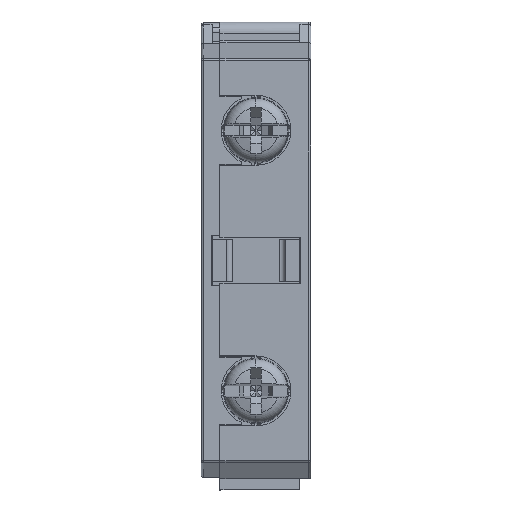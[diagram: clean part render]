
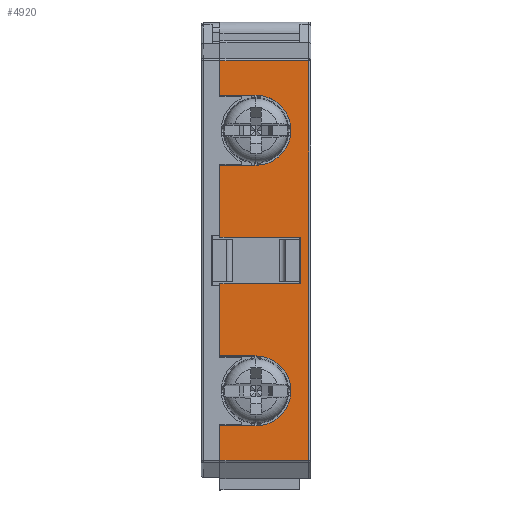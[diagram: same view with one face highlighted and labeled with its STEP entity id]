
A CAD part, top view. The second image highlights one B-rep face of the part: STEP entity #4920.
In plain terms, the highlighted planar face has unit normal (0, 0, 1).
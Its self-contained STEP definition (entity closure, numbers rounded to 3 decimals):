
#4920=ADVANCED_FACE('Solide.11 (  de JELE 43129 : issu de *SOL11 - wsp *MASTER -  ) ( Brep de *SOL11 )',(#10221),#10222,.T.);
#10221=FACE_OUTER_BOUND('',#17420,.T.);
#10222=PLANE('',#17421);
#17420=EDGE_LOOP('',(#32096,#32097,#32098,#32099,#32100,#32101,#32102,#32103,#32104,#32105,#32106,#32107,#32108,#32109,#32110,#32111));
#17421=AXIS2_PLACEMENT_3D('',#32112,#32113,#32114);
#32096=ORIENTED_EDGE('',*,*,#41556,.F.);
#32097=ORIENTED_EDGE('',*,*,#41064,.F.);
#32098=ORIENTED_EDGE('',*,*,#37729,.T.);
#32099=ORIENTED_EDGE('',*,*,#38208,.T.);
#32100=ORIENTED_EDGE('',*,*,#37568,.F.);
#32101=ORIENTED_EDGE('',*,*,#41417,.F.);
#32102=ORIENTED_EDGE('',*,*,#36687,.T.);
#32103=ORIENTED_EDGE('',*,*,#41557,.T.);
#32104=ORIENTED_EDGE('',*,*,#41558,.F.);
#32105=ORIENTED_EDGE('',*,*,#41216,.T.);
#32106=ORIENTED_EDGE('',*,*,#40254,.T.);
#32107=ORIENTED_EDGE('',*,*,#40518,.F.);
#32108=ORIENTED_EDGE('',*,*,#36605,.F.);
#32109=ORIENTED_EDGE('',*,*,#39320,.T.);
#32110=ORIENTED_EDGE('',*,*,#41077,.T.);
#32111=ORIENTED_EDGE('',*,*,#40791,.F.);
#32112=CARTESIAN_POINT('',(4.95,-18.,0.));
#32113=DIRECTION('',(0.,0.,1.0));
#32114=DIRECTION('',(1.0,0.,0.));
#36605=EDGE_CURVE('Solide.11 (  de JELE 43129 : issu de *SOL11 - wsp *MASTER -  ) ( Brep de *SOL11 )',#44001,#44002,#44003,.T.);
#36687=EDGE_CURVE('Solide.11 (  de JELE 43129 : issu de *SOL11 - wsp *MASTER -  ) ( Brep de *SOL11 )',#44131,#44145,#44147,.T.);
#37568=EDGE_CURVE('Solide.11 (  de JELE 43129 : issu de *SOL11 - wsp *MASTER -  ) ( Brep de *SOL11 )',#45610,#45611,#45612,.T.);
#37729=EDGE_CURVE('Solide.11 (  de JELE 43129 : issu de *SOL11 - wsp *MASTER -  ) ( Brep de *SOL11 )',#45878,#45876,#45879,.T.);
#38208=EDGE_CURVE('Solide.11 (  de JELE 43129 : issu de *SOL11 - wsp *MASTER -  ) ( Brep de *SOL11 )',#45876,#45611,#46623,.T.);
#39320=EDGE_CURVE('Solide.11 (  de JELE 43129 : issu de *SOL11 - wsp *MASTER -  ) ( Brep de *SOL11 )',#44001,#48336,#48338,.T.);
#40254=EDGE_CURVE('Solide.11 (  de JELE 43129 : issu de *SOL11 - wsp *MASTER -  ) ( Brep de *SOL11 )',#49605,#49603,#49606,.T.);
#40518=EDGE_CURVE('Solide.11 (  de JELE 43129 : issu de *SOL11 - wsp *MASTER -  ) ( Brep de *SOL11 )',#44002,#49603,#49947,.T.);
#40791=EDGE_CURVE('Solide.11 (  de JELE 43129 : issu de *SOL11 - wsp *MASTER -  ) ( Brep de *SOL11 )',#50274,#50276,#50277,.T.);
#41064=EDGE_CURVE('Solide.11 (  de JELE 43129 : issu de *SOL11 - wsp *MASTER -  ) ( Brep de *SOL11 )',#45878,#50021,#50588,.T.);
#41077=EDGE_CURVE('Solide.11 (  de JELE 43129 : issu de *SOL11 - wsp *MASTER -  ) ( Brep de *SOL11 )',#48336,#50276,#50603,.T.);
#41216=EDGE_CURVE('Solide.11 (  de JELE 43129 : issu de *SOL11 - wsp *MASTER -  ) ( Brep de *SOL11 )',#50758,#49605,#50759,.T.);
#41417=EDGE_CURVE('Solide.11 (  de JELE 43129 : issu de *SOL11 - wsp *MASTER -  ) ( Brep de *SOL11 )',#44131,#45610,#50992,.T.);
#41556=EDGE_CURVE('Solide.11 (  de JELE 43129 : issu de *SOL11 - wsp *MASTER -  ) ( Brep de *SOL11 )',#50021,#50274,#51149,.T.);
#41557=EDGE_CURVE('Solide.11 (  de JELE 43129 : issu de *SOL11 - wsp *MASTER -  ) ( Brep de *SOL11 )',#44145,#51150,#51151,.T.);
#41558=EDGE_CURVE('Solide.11 (  de JELE 43129 : issu de *SOL11 - wsp *MASTER -  ) ( Brep de *SOL11 )',#50758,#51150,#51152,.T.);
#44001=VERTEX_POINT('',#54863);
#44002=VERTEX_POINT('',#54864);
#44003=CIRCLE('',#54865,3.15);
#44131=VERTEX_POINT('',#55052);
#44145=VERTEX_POINT('',#55073);
#44147=LINE('',#55076,#55077);
#45610=VERTEX_POINT('',#57446);
#45611=VERTEX_POINT('',#57447);
#45612=CIRCLE('',#57448,3.15);
#45876=VERTEX_POINT('',#57895);
#45878=VERTEX_POINT('',#57898);
#45879=LINE('',#57899,#57900);
#46623=LINE('',#59221,#59222);
#48336=VERTEX_POINT('',#62222);
#48338=LINE('',#62225,#62226);
#49603=VERTEX_POINT('',#64416);
#49605=VERTEX_POINT('',#64419);
#49606=LINE('',#64420,#64421);
#49947=LINE('',#65062,#65063);
#50021=VERTEX_POINT('',#65181);
#50274=VERTEX_POINT('',#65629);
#50276=VERTEX_POINT('',#65631);
#50277=LINE('',#65632,#65633);
#50588=LINE('',#66201,#66202);
#50603=LINE('',#66220,#66221);
#50758=VERTEX_POINT('',#66499);
#50759=LINE('',#66500,#66501);
#50992=LINE('',#66895,#66896);
#51149=LINE('',#67149,#67150);
#51150=VERTEX_POINT('',#67151);
#51151=LINE('',#67152,#67153);
#51152=LINE('',#67154,#67155);
#54863=CARTESIAN_POINT('',(0.,-14.9,0.));
#54864=CARTESIAN_POINT('',(0.,-8.6,0.));
#54865=AXIS2_PLACEMENT_3D('',#68950,#68951,#68952);
#55052=CARTESIAN_POINT('',(-3.25,8.6,0.));
#55073=CARTESIAN_POINT('',(-3.25,2.1,0.));
#55076=CARTESIAN_POINT('',(-3.25,5.35,0.));
#55077=VECTOR('',#69037,1.0);
#57446=CARTESIAN_POINT('',(0.,8.6,0.));
#57447=CARTESIAN_POINT('',(0.,14.9,0.));
#57448=AXIS2_PLACEMENT_3D('',#69836,#69837,#69838);
#57895=CARTESIAN_POINT('',(-3.25,14.9,0.));
#57898=CARTESIAN_POINT('',(-3.25,18.001,0.));
#57899=CARTESIAN_POINT('',(-3.25,16.45,0.));
#57900=VECTOR('',#70000,1.0);
#59221=CARTESIAN_POINT('',(-1.625,14.9,0.));
#59222=VECTOR('',#70420,1.0);
#62222=CARTESIAN_POINT('',(-3.25,-14.9,0.));
#62225=CARTESIAN_POINT('',(-1.625,-14.9,0.));
#62226=VECTOR('',#71436,1.0);
#64416=CARTESIAN_POINT('',(-3.25,-8.6,0.));
#64419=CARTESIAN_POINT('',(-3.25,-2.1,0.));
#64420=CARTESIAN_POINT('',(-3.25,-5.35,0.));
#64421=VECTOR('',#72186,1.0);
#65062=CARTESIAN_POINT('',(-1.625,-8.6,0.));
#65063=VECTOR('',#72411,1.0);
#65181=CARTESIAN_POINT('',(4.75,18.001,0.));
#65629=CARTESIAN_POINT('',(4.75,-18.001,0.));
#65631=CARTESIAN_POINT('',(-3.25,-18.,0.));
#65632=CARTESIAN_POINT('',(0.75,-18.001,0.));
#65633=VECTOR('',#72596,1.0);
#66201=CARTESIAN_POINT('',(0.75,18.001,0.));
#66202=VECTOR('',#72764,1.0);
#66220=CARTESIAN_POINT('',(-3.25,-16.45,0.));
#66221=VECTOR('',#72777,1.0);
#66499=CARTESIAN_POINT('',(4.05,-2.1,0.));
#66500=CARTESIAN_POINT('',(0.4,-2.1,0.));
#66501=VECTOR('',#72866,1.0);
#66895=CARTESIAN_POINT('',(-1.625,8.6,0.));
#66896=VECTOR('',#72988,1.0);
#67149=CARTESIAN_POINT('',(4.75,0.,0.));
#67150=VECTOR('',#73073,1.0);
#67151=CARTESIAN_POINT('',(4.05,2.1,0.));
#67152=CARTESIAN_POINT('',(0.4,2.1,0.));
#67153=VECTOR('',#73074,1.0);
#67154=CARTESIAN_POINT('',(4.05,0.,0.));
#67155=VECTOR('',#73075,1.0);
#68950=CARTESIAN_POINT('',(0.,-11.75,0.));
#68951=DIRECTION('',(0.,0.,1.0));
#68952=DIRECTION('',(1.0,0.,0.));
#69037=DIRECTION('',(0.,-1.0,0.));
#69836=CARTESIAN_POINT('',(0.,11.75,0.));
#69837=DIRECTION('',(0.,0.,1.0));
#69838=DIRECTION('',(1.0,0.,0.));
#70000=DIRECTION('',(0.,-1.0,0.));
#70420=DIRECTION('',(1.0,0.,0.));
#71436=DIRECTION('',(-1.0,0.,0.));
#72186=DIRECTION('',(0.,-1.0,0.));
#72411=DIRECTION('',(-1.0,0.,0.));
#72596=DIRECTION('',(-1.0,0.,0.));
#72764=DIRECTION('',(1.0,0.,0.));
#72777=DIRECTION('',(0.,-1.0,0.));
#72866=DIRECTION('',(-1.0,0.,0.));
#72988=DIRECTION('',(1.0,0.,0.));
#73073=DIRECTION('',(0.,-1.0,0.));
#73074=DIRECTION('',(1.0,0.,0.));
#73075=DIRECTION('',(0.,1.0,0.));
